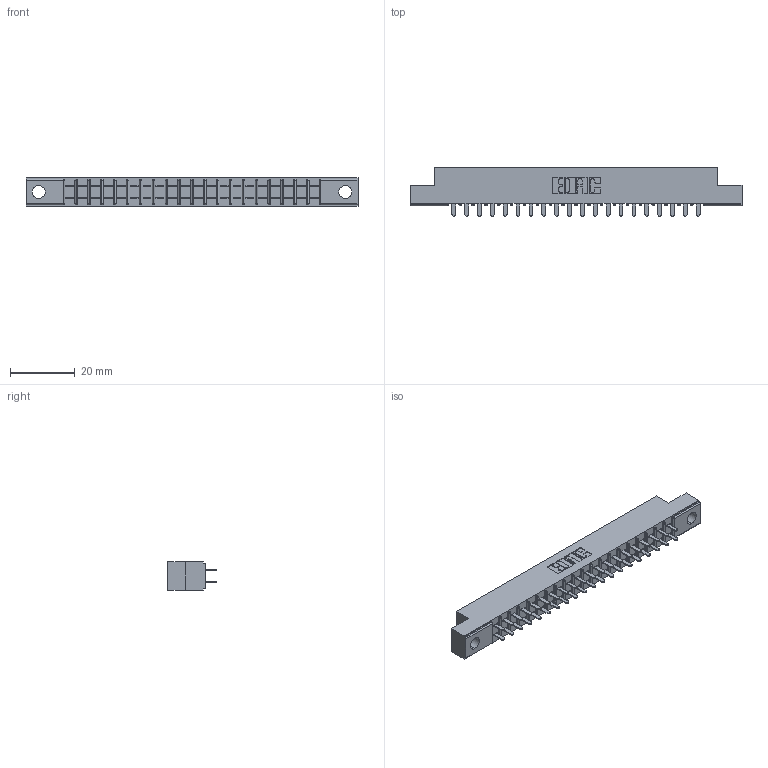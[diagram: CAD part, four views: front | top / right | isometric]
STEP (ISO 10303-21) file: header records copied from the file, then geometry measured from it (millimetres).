
FILE_DESCRIPTION (( 'STEP AP203' ), '1' );
FILE_NAME ('355-040-521-504.STEP', '2019-09-11T11:28:30', ( '' ), ( '' ), 'SwSTEP 2.0', 'SolidWorks 2016', '' );
FILE_SCHEMA (( 'CONFIG_CONTROL_DESIGN' ));
Length unit declared in the file: inch
Products named in the file (3): 305 Part_.156 Dia; 355-040-521-504; 305-290-001_521
Assembly tree (41 placements, depth 2):
  355-040-521-504
    305 Part_.156 Dia
    305-290-001_521  x40
Bounding box: 102.26 x 14.86 x 8.71 mm (x, y, z)
Volume: 5992.8 mm3; surface area: 11558.7 mm2
Topology: 41 solids, 41 shells, 1970 faces, 5612 edges, 3632 vertices
Faces by surface type: plane 1162, cylinder 728, sphere 80
Entity records: 24631 total; most frequent: CARTESIAN_POINT 4080, ORIENTED_EDGE 4044, DIRECTION 3956, EDGE_CURVE 2022, VECTOR 1620, LINE 1620, VERTEX_POINT 1292, AXIS2_PLACEMENT_3D 1168
